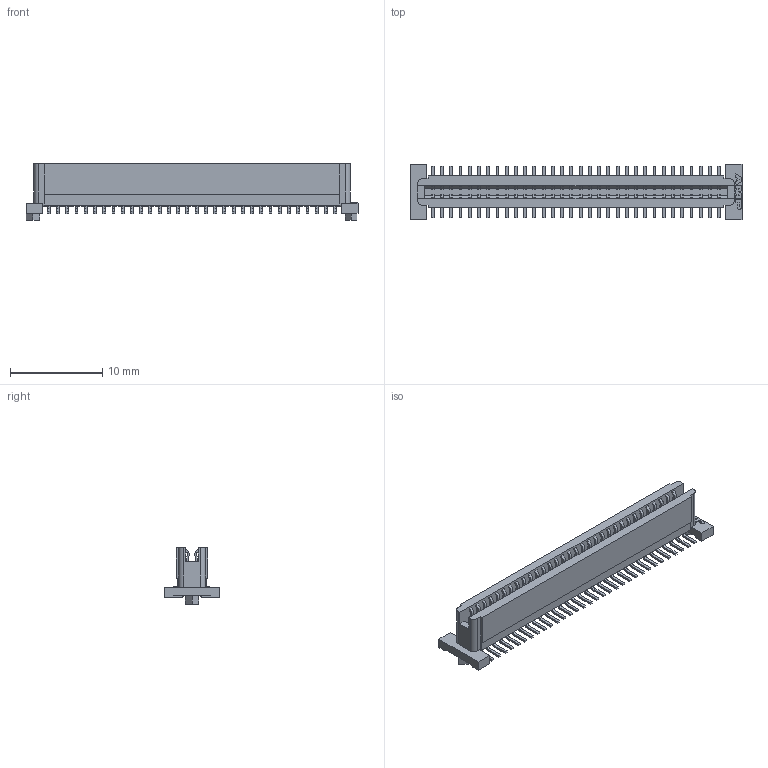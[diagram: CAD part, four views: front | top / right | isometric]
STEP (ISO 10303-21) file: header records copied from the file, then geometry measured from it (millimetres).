
FILE_DESCRIPTION((''),'2;1');
FILE_NAME('TYCO-AMP_120521-1.stp','2008-10-06T11:44:50',(''),(''),'Mechanical Desktop 2009','Mechanical Desktop 2009',', , ');
FILE_SCHEMA(('AUTOMOTIVE_DESIGN { 1 2 10303 214 1 1 1 1 }'));
Length unit declared in the file: millimetre
Products named in the file (1): Product
Bounding box: 35.9 x 6.05 x 6.13 mm (x, y, z)
Volume: 408.3 mm3; surface area: 1123.6 mm2
Topology: 1 solids, 1 shells, 1256 faces, 3613 edges, 2366 vertices
Faces by surface type: plane 993, cylinder 261, bspline 2
Entity records: 40956 total; most frequent: CARTESIAN_POINT 7298, ORIENTED_EDGE 7226, DIRECTION 6637, EDGE_CURVE 3613, VECTOR 3083, LINE 3083, VERTEX_POINT 2366, AXIS2_PLACEMENT_3D 1777
